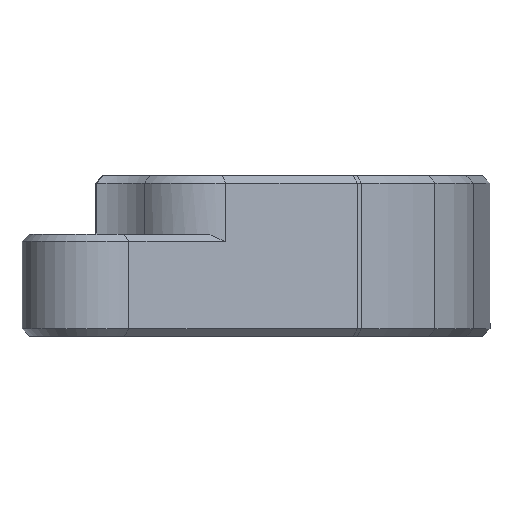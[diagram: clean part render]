
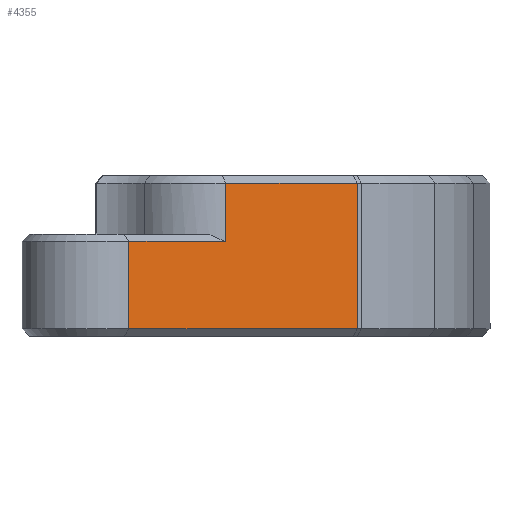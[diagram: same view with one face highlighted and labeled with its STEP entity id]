
A CAD part, front view. The second image highlights one B-rep face of the part: STEP entity #4355.
In plain terms, the highlighted planar face has unit normal (0.628, -0.778, 0).
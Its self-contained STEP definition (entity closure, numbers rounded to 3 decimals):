
#33=PLANE('',#4660);
#142=LINE('',#6270,#348);
#149=LINE('',#6299,#355);
#150=LINE('',#6302,#356);
#180=LINE('',#6430,#386);
#181=LINE('',#6432,#387);
#182=LINE('',#6433,#388);
#348=VECTOR('',#5079,10.);
#355=VECTOR('',#5104,10.);
#356=VECTOR('',#5107,10.);
#386=VECTOR('',#5221,10.);
#387=VECTOR('',#5222,10.);
#388=VECTOR('',#5223,10.);
#722=FACE_OUTER_BOUND('',#982,.T.);
#982=EDGE_LOOP('',(#3011,#3012,#3013,#3014,#3015,#3016));
#1727=VERTEX_POINT('',#6262);
#1729=VERTEX_POINT('',#6268);
#1738=VERTEX_POINT('',#6297);
#1739=VERTEX_POINT('',#6301);
#1778=VERTEX_POINT('',#6429);
#1779=VERTEX_POINT('',#6431);
#2192=EDGE_CURVE('',#1729,#1727,#142,.T.);
#2205=EDGE_CURVE('',#1727,#1738,#149,.T.);
#2206=EDGE_CURVE('',#1739,#1729,#150,.T.);
#2264=EDGE_CURVE('',#1778,#1739,#180,.T.);
#2265=EDGE_CURVE('',#1779,#1778,#181,.T.);
#2266=EDGE_CURVE('',#1738,#1779,#182,.T.);
#3011=ORIENTED_EDGE('',*,*,#2205,.F.);
#3012=ORIENTED_EDGE('',*,*,#2192,.F.);
#3013=ORIENTED_EDGE('',*,*,#2206,.F.);
#3014=ORIENTED_EDGE('',*,*,#2264,.F.);
#3015=ORIENTED_EDGE('',*,*,#2265,.F.);
#3016=ORIENTED_EDGE('',*,*,#2266,.F.);
#4355=ADVANCED_FACE('',(#722),#33,.F.);
#4660=AXIS2_PLACEMENT_3D('',#6428,#5219,#5220);
#5079=DIRECTION('',(0.,0.,1.));
#5104=DIRECTION('',(0.778,0.629,0.));
#5107=DIRECTION('',(-0.778,-0.629,0.));
#5219=DIRECTION('center_axis',(-0.629,0.778,0.));
#5220=DIRECTION('ref_axis',(-0.778,-0.629,0.));
#5221=DIRECTION('',(0.,0.,-1.));
#5222=DIRECTION('',(0.778,0.629,0.));
#5223=DIRECTION('',(0.,0.,1.));
#6262=CARTESIAN_POINT('',(-105.89,-17.011,13.));
#6268=CARTESIAN_POINT('',(-105.89,-17.011,1.));
#6270=CARTESIAN_POINT('',(-105.89,-17.011,0.));
#6297=CARTESIAN_POINT('',(-92.607,-6.277,13.));
#6299=CARTESIAN_POINT('',(-81.77,2.481,13.));
#6301=CARTESIAN_POINT('',(-74.531,8.331,1.));
#6302=CARTESIAN_POINT('',(-74.811,8.104,1.));
#6428=CARTESIAN_POINT('Origin',(-74.531,8.331,0.));
#6429=CARTESIAN_POINT('',(-74.531,8.331,21.));
#6430=CARTESIAN_POINT('',(-74.531,8.331,0.));
#6431=CARTESIAN_POINT('',(-92.607,-6.277,21.));
#6432=CARTESIAN_POINT('',(-74.811,8.104,21.));
#6433=CARTESIAN_POINT('',(-92.607,-6.277,22.));
